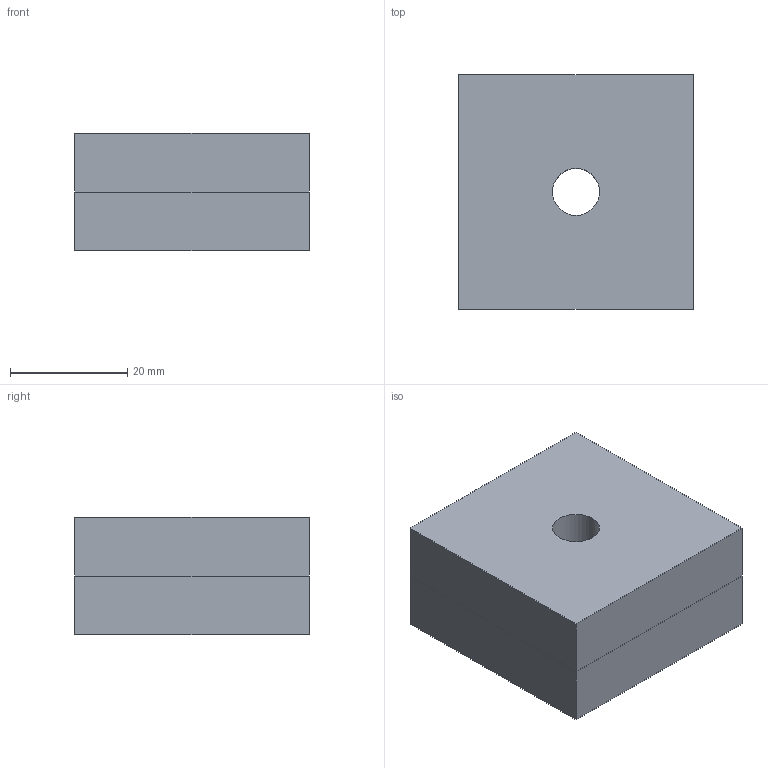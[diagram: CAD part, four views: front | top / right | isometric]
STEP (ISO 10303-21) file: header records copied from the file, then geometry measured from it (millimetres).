
FILE_DESCRIPTION(/* description */ (''),/* implementation_level */ '2;1');
FILE_NAME(/* name */ 'VisTestM8.stp',/* time_stamp */ '2025-06-26T12:46:14+02:00',/* author */ (''),/* organization */ (''),/* preprocessor_version */ 'ST-DEVELOPER v18.1',/* originating_system */ 'SIEMENS PLM Software NX 1953',/* authorisation */ '');
FILE_SCHEMA (('AUTOMOTIVE_DESIGN { 1 0 10303 214 3 1 1 1 }'));
Length unit declared in the file: millimetre
Products named in the file (1): visserie
Bounding box: 40 x 40 x 20 mm (x, y, z)
Volume: 30994.7 mm3; surface area: 9901.6 mm2
Topology: 2 solids, 2 shells, 14 faces, 30 edges, 20 vertices
Faces by surface type: plane 12, cylinder 2
Full cylindrical faces by diameter (mm): 8 x2
Entity records: 405 total; most frequent: CARTESIAN_POINT 63, DIRECTION 62, ORIENTED_EDGE 56, EDGE_CURVE 28, LINE 24, VECTOR 24, EDGE_LOOP 20, VERTEX_POINT 20
